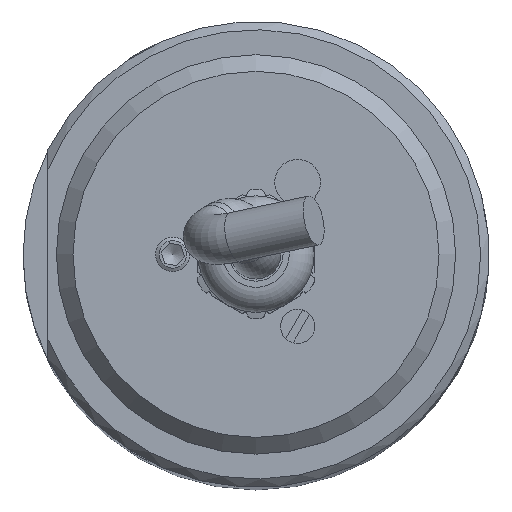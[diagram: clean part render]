
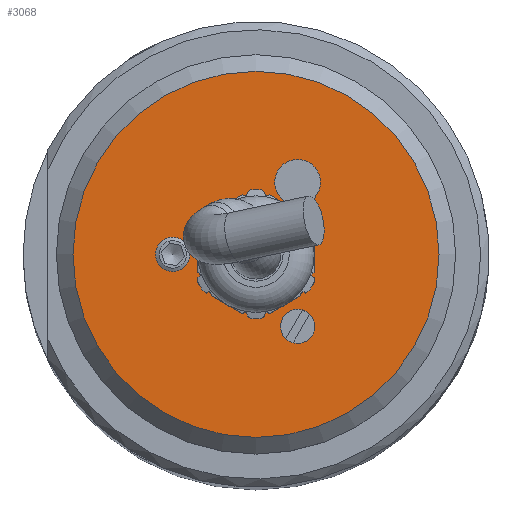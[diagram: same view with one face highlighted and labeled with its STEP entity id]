
A CAD part, top view. The second image highlights one B-rep face of the part: STEP entity #3068.
In plain terms, the highlighted planar face has unit normal (0, 0, 1).
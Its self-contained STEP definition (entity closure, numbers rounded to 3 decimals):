
#176=FACE_BOUND('',#649,.T.);
#177=FACE_BOUND('',#650,.T.);
#178=FACE_BOUND('',#651,.T.);
#179=FACE_BOUND('',#652,.T.);
#180=FACE_BOUND('',#653,.T.);
#350=CIRCLE('',#3273,2.75);
#352=CIRCLE('',#3277,22.);
#353=CIRCLE('',#3278,2.067);
#354=CIRCLE('',#3279,2.067);
#355=CIRCLE('',#3280,7.);
#356=CIRCLE('',#3281,7.);
#357=CIRCLE('',#3282,7.);
#358=CIRCLE('',#3283,7.);
#359=CIRCLE('',#3284,7.);
#360=CIRCLE('',#3285,7.);
#649=EDGE_LOOP('',(#1967));
#650=EDGE_LOOP('',(#1968));
#651=EDGE_LOOP('',(#1969));
#652=EDGE_LOOP('',(#1970));
#653=EDGE_LOOP('',(#1971,#1972,#1973,#1974,#1975,#1976));
#1198=VERTEX_POINT('',#4433);
#1200=VERTEX_POINT('',#4439);
#1201=VERTEX_POINT('',#4441);
#1202=VERTEX_POINT('',#4443);
#1203=VERTEX_POINT('',#4445);
#1204=VERTEX_POINT('',#4446);
#1205=VERTEX_POINT('',#4448);
#1206=VERTEX_POINT('',#4450);
#1207=VERTEX_POINT('',#4452);
#1208=VERTEX_POINT('',#4454);
#1503=EDGE_CURVE('',#1198,#1198,#350,.T.);
#1505=EDGE_CURVE('',#1200,#1200,#352,.T.);
#1506=EDGE_CURVE('',#1201,#1201,#353,.T.);
#1507=EDGE_CURVE('',#1202,#1202,#354,.T.);
#1508=EDGE_CURVE('',#1203,#1204,#355,.T.);
#1509=EDGE_CURVE('',#1204,#1205,#356,.T.);
#1510=EDGE_CURVE('',#1205,#1206,#357,.T.);
#1511=EDGE_CURVE('',#1206,#1207,#358,.T.);
#1512=EDGE_CURVE('',#1207,#1208,#359,.T.);
#1513=EDGE_CURVE('',#1208,#1203,#360,.T.);
#1967=ORIENTED_EDGE('',*,*,#1503,.T.);
#1968=ORIENTED_EDGE('',*,*,#1505,.F.);
#1969=ORIENTED_EDGE('',*,*,#1506,.T.);
#1970=ORIENTED_EDGE('',*,*,#1507,.T.);
#1971=ORIENTED_EDGE('',*,*,#1508,.T.);
#1972=ORIENTED_EDGE('',*,*,#1509,.T.);
#1973=ORIENTED_EDGE('',*,*,#1510,.T.);
#1974=ORIENTED_EDGE('',*,*,#1511,.T.);
#1975=ORIENTED_EDGE('',*,*,#1512,.T.);
#1976=ORIENTED_EDGE('',*,*,#1513,.T.);
#2780=PLANE('',#3276);
#3068=ADVANCED_FACE('',(#176,#177,#178,#179,#180),#2780,.T.);
#3273=AXIS2_PLACEMENT_3D('',#4434,#3630,#3631);
#3276=AXIS2_PLACEMENT_3D('',#4438,#3636,#3637);
#3277=AXIS2_PLACEMENT_3D('',#4440,#3638,#3639);
#3278=AXIS2_PLACEMENT_3D('',#4442,#3640,#3641);
#3279=AXIS2_PLACEMENT_3D('',#4444,#3642,#3643);
#3280=AXIS2_PLACEMENT_3D('',#4447,#3644,#3645);
#3281=AXIS2_PLACEMENT_3D('',#4449,#3646,#3647);
#3282=AXIS2_PLACEMENT_3D('',#4451,#3648,#3649);
#3283=AXIS2_PLACEMENT_3D('',#4453,#3650,#3651);
#3284=AXIS2_PLACEMENT_3D('',#4455,#3652,#3653);
#3285=AXIS2_PLACEMENT_3D('',#4456,#3654,#3655);
#3630=DIRECTION('center_axis',(0.,0.,
-1.));
#3631=DIRECTION('ref_axis',(-0.866,0.5,0.));
#3636=DIRECTION('center_axis',(0.,0.,
1.));
#3637=DIRECTION('ref_axis',(1.,0.,0.));
#3638=DIRECTION('center_axis',(0.,0.,
-1.));
#3639=DIRECTION('ref_axis',(0.,1.,0.));
#3640=DIRECTION('center_axis',(0.,0.,
-1.));
#3641=DIRECTION('ref_axis',(0.,1.,0.));
#3642=DIRECTION('center_axis',(0.,0.,
-1.));
#3643=DIRECTION('ref_axis',(0.,1.,0.));
#3644=DIRECTION('center_axis',(0.,0.,
-1.));
#3645=DIRECTION('ref_axis',(-1.,0.,0.));
#3646=DIRECTION('center_axis',(0.,0.,
-1.));
#3647=DIRECTION('ref_axis',(-1.,0.,0.));
#3648=DIRECTION('center_axis',(0.,0.,
-1.));
#3649=DIRECTION('ref_axis',(-1.,0.,0.));
#3650=DIRECTION('center_axis',(0.,0.,
-1.));
#3651=DIRECTION('ref_axis',(-1.,0.,0.));
#3652=DIRECTION('center_axis',(0.,0.,
-1.));
#3653=DIRECTION('ref_axis',(-1.,0.,0.));
#3654=DIRECTION('center_axis',(0.,0.,
-1.));
#3655=DIRECTION('ref_axis',(-1.,0.,0.));
#4433=CARTESIAN_POINT('',(7.382,7.285,181.8));
#4434=CARTESIAN_POINT('Origin',(5.,8.66,181.8));
#4438=CARTESIAN_POINT('Origin',(0.,-12.,
181.8));
#4439=CARTESIAN_POINT('',(0.,-22.,181.8));
#4440=CARTESIAN_POINT('Origin',(0.,0.,
181.8));
#4441=CARTESIAN_POINT('',(-10.,2.067,181.8));
#4442=CARTESIAN_POINT('Origin',(-10.,0.,
181.8));
#4443=CARTESIAN_POINT('',(5.,-6.593,181.8));
#4444=CARTESIAN_POINT('Origin',(5.,-8.66,181.8));
#4445=CARTESIAN_POINT('',(3.5,6.062,181.8));
#4446=CARTESIAN_POINT('',(7.,0.,181.8));
#4447=CARTESIAN_POINT('Origin',(0.,0.,
181.8));
#4448=CARTESIAN_POINT('',(3.5,-6.062,181.8));
#4449=CARTESIAN_POINT('Origin',(0.,0.,
181.8));
#4450=CARTESIAN_POINT('',(-3.5,-6.062,181.8));
#4451=CARTESIAN_POINT('Origin',(0.,0.,
181.8));
#4452=CARTESIAN_POINT('',(-7.,0.,181.8));
#4453=CARTESIAN_POINT('Origin',(0.,0.,
181.8));
#4454=CARTESIAN_POINT('',(-3.5,6.062,181.8));
#4455=CARTESIAN_POINT('Origin',(0.,0.,
181.8));
#4456=CARTESIAN_POINT('Origin',(0.,0.,
181.8));
